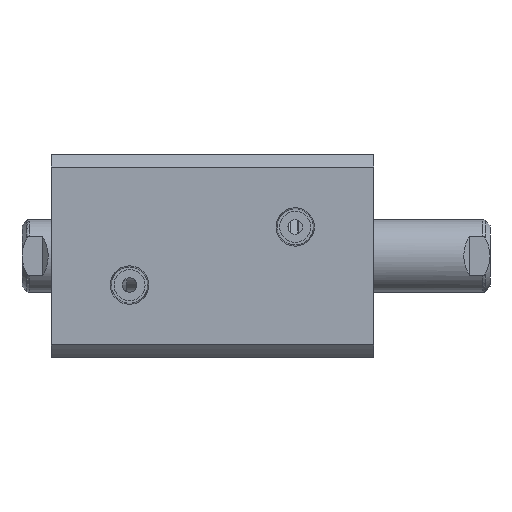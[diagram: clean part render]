
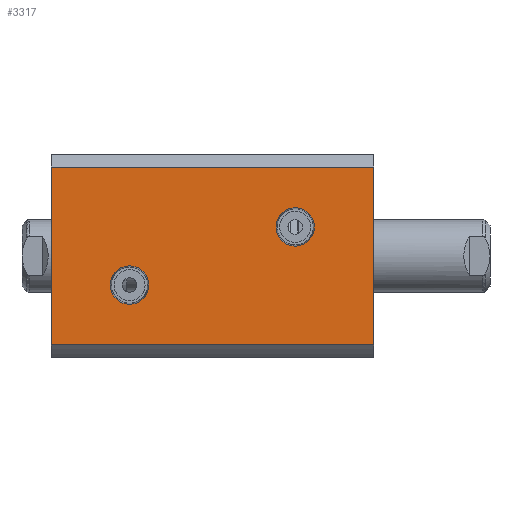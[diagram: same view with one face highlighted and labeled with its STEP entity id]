
A CAD part, left-side view. The second image highlights one B-rep face of the part: STEP entity #3317.
In plain terms, the highlighted planar face has unit normal (-1, 0, 0).
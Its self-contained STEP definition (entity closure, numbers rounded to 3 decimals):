
#680 = AXIS2_PLACEMENT_3D ( 'NONE', #2441, #7830, #3219 ) ;
#707 = VERTEX_POINT ( 'NONE', #715 ) ;
#715 = CARTESIAN_POINT ( 'NONE',  ( -35., -10., 33.603 ) ) ;
#733 = CARTESIAN_POINT ( 'NONE',  ( -35., 10., 77.397 ) ) ;
#890 = CARTESIAN_POINT ( 'NONE',  ( -35., 10., 84. ) ) ;
#1048 = LINE ( 'NONE', #3833, #6906 ) ;
#1211 = LINE ( 'NONE', #2184, #6818 ) ;
#1661 = VERTEX_POINT ( 'NONE', #733 ) ;
#1671 = DIRECTION ( 'NONE',  ( 0., 0., 1. ) ) ;
#2049 = CIRCLE ( 'NONE', #3044, 6.603 ) ;
#2096 = AXIS2_PLACEMENT_3D ( 'NONE', #3326, #8710, #4084 ) ;
#2160 = FACE_OUTER_BOUND ( 'NONE', #8272, .T. ) ;
#2166 = AXIS2_PLACEMENT_3D ( 'NONE', #3058, #8449, #3825 ) ;
#2184 = CARTESIAN_POINT ( 'NONE',  ( -35., 35., 111. ) ) ;
#2306 = VERTEX_POINT ( 'NONE', #8134 ) ;
#2351 = VERTEX_POINT ( 'NONE', #7275 ) ;
#2441 = CARTESIAN_POINT ( 'NONE',  ( -35., 35., 111. ) ) ;
#2509 = CIRCLE ( 'NONE', #2166, 6.603 ) ;
#2519 = VECTOR ( 'NONE', #3581, 1000. ) ;
#2768 = ORIENTED_EDGE ( 'NONE', *, *, #3647, .F. ) ;
#2804 = CARTESIAN_POINT ( 'NONE',  ( -35., 30.615, -189. ) ) ;
#2894 = EDGE_LOOP ( 'NONE', ( #7831, #4202 ) ) ;
#3044 = AXIS2_PLACEMENT_3D ( 'NONE', #8257, #3648, #9015 ) ;
#3058 = CARTESIAN_POINT ( 'NONE',  ( -35., -10., 27. ) ) ;
#3219 = DIRECTION ( 'NONE',  ( 0., 1., 0. ) ) ;
#3254 = ORIENTED_EDGE ( 'NONE', *, *, #7581, .F. ) ;
#3317 = ADVANCED_FACE ( 'NONE', ( #6219, #4414, #2160 ), #6245, .F. ) ;
#3326 = CARTESIAN_POINT ( 'NONE',  ( -35., -10., 27. ) ) ;
#3446 = VERTEX_POINT ( 'NONE', #3460 ) ;
#3460 = CARTESIAN_POINT ( 'NONE',  ( -35., -30.615, 111. ) ) ;
#3581 = DIRECTION ( 'NONE',  ( 0., 0., 1. ) ) ;
#3587 = EDGE_CURVE ( 'NONE', #2306, #7206, #8407, .T. ) ;
#3647 = EDGE_CURVE ( 'NONE', #2351, #1661, #2049, .T. ) ;
#3648 = DIRECTION ( 'NONE',  ( -1., 0., 0. ) ) ;
#3706 = CARTESIAN_POINT ( 'NONE',  ( -35., 30.615, 111. ) ) ;
#3825 = DIRECTION ( 'NONE',  ( 0., 0., 1. ) ) ;
#3833 = CARTESIAN_POINT ( 'NONE',  ( -35., 35., 0. ) ) ;
#3866 = DIRECTION ( 'NONE',  ( 0., -1., 0. ) ) ;
#4023 = EDGE_CURVE ( 'NONE', #9418, #707, #2509, .T. ) ;
#4084 = DIRECTION ( 'NONE',  ( 0., 0., 1. ) ) ;
#4091 = CARTESIAN_POINT ( 'NONE',  ( -35., -10., 20.397 ) ) ;
#4202 = ORIENTED_EDGE ( 'NONE', *, *, #4023, .F. ) ;
#4260 = CARTESIAN_POINT ( 'NONE',  ( -35., -30.615, 0. ) ) ;
#4414 = FACE_BOUND ( 'NONE', #2894, .T. ) ;
#4562 = EDGE_LOOP ( 'NONE', ( #2768, #3254 ) ) ;
#4574 = EDGE_CURVE ( 'NONE', #7206, #3446, #1211, .T. ) ;
#4819 = CARTESIAN_POINT ( 'NONE',  ( -35., -30.615, -189. ) ) ;
#4959 = CIRCLE ( 'NONE', #9002, 6.603 ) ;
#5158 = ORIENTED_EDGE ( 'NONE', *, *, #8551, .T. ) ;
#5644 = ORIENTED_EDGE ( 'NONE', *, *, #8097, .F. ) ;
#6108 = ORIENTED_EDGE ( 'NONE', *, *, #4574, .F. ) ;
#6219 = FACE_BOUND ( 'NONE', #4562, .T. ) ;
#6221 = DIRECTION ( 'NONE',  ( -1., 0., 0. ) ) ;
#6245 = PLANE ( 'NONE',  #680 ) ;
#6818 = VECTOR ( 'NONE', #9863, 1000. ) ;
#6906 = VECTOR ( 'NONE', #3866, 1000. ) ;
#7141 = LINE ( 'NONE', #4819, #8707 ) ;
#7206 = VERTEX_POINT ( 'NONE', #3706 ) ;
#7275 = CARTESIAN_POINT ( 'NONE',  ( -35., 10., 90.603 ) ) ;
#7581 = EDGE_CURVE ( 'NONE', #1661, #2351, #4959, .T. ) ;
#7830 = DIRECTION ( 'NONE',  ( 1., 0., 0. ) ) ;
#7831 = ORIENTED_EDGE ( 'NONE', *, *, #8099, .F. ) ;
#8097 = EDGE_CURVE ( 'NONE', #3446, #9512, #7141, .T. ) ;
#8099 = EDGE_CURVE ( 'NONE', #707, #9418, #8452, .T. ) ;
#8134 = CARTESIAN_POINT ( 'NONE',  ( -35., 30.615, 0. ) ) ;
#8257 = CARTESIAN_POINT ( 'NONE',  ( -35., 10., 84. ) ) ;
#8272 = EDGE_LOOP ( 'NONE', ( #8793, #5158, #5644, #6108 ) ) ;
#8407 = LINE ( 'NONE', #2804, #2519 ) ;
#8449 = DIRECTION ( 'NONE',  ( -1., 0., 0. ) ) ;
#8452 = CIRCLE ( 'NONE', #2096, 6.603 ) ;
#8551 = EDGE_CURVE ( 'NONE', #2306, #9512, #1048, .T. ) ;
#8707 = VECTOR ( 'NONE', #9436, 1000. ) ;
#8710 = DIRECTION ( 'NONE',  ( -1., 0., 0. ) ) ;
#8793 = ORIENTED_EDGE ( 'NONE', *, *, #3587, .F. ) ;
#9002 = AXIS2_PLACEMENT_3D ( 'NONE', #890, #6221, #1671 ) ;
#9015 = DIRECTION ( 'NONE',  ( 0., 0., 1. ) ) ;
#9418 = VERTEX_POINT ( 'NONE', #4091 ) ;
#9436 = DIRECTION ( 'NONE',  ( 0., 0., -1. ) ) ;
#9512 = VERTEX_POINT ( 'NONE', #4260 ) ;
#9863 = DIRECTION ( 'NONE',  ( 0., -1., 0. ) ) ;
